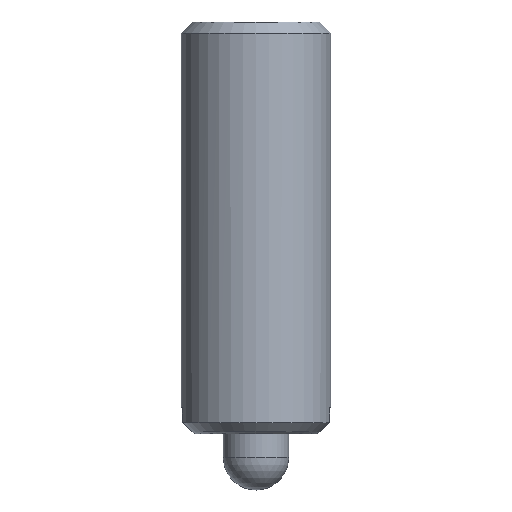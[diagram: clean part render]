
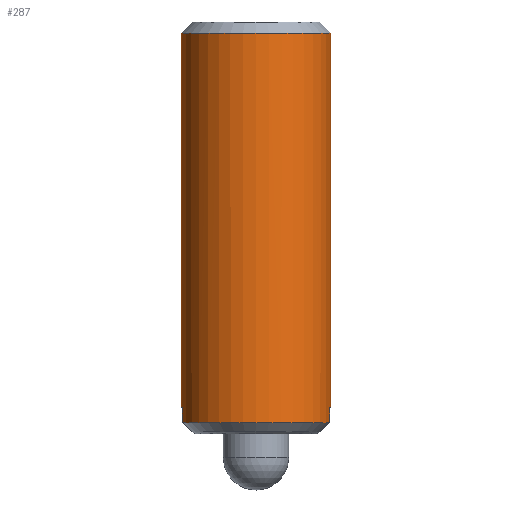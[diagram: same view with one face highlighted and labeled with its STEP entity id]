
A CAD part, front view. The second image highlights one B-rep face of the part: STEP entity #287.
In plain terms, the highlighted cylindrical face has radius 4 mm (diameter 8 mm), a partial arc.
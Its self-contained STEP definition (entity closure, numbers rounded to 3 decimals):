
#287=ADVANCED_FACE('',(#695),#696,.T.);
#389=VERTEX_POINT('',#826);
#395=VERTEX_POINT('',#832);
#397=EDGE_CURVE('',#389,#395,#834,.T.);
#405=VERTEX_POINT('',#842);
#407=EDGE_CURVE('',#405,#389,#844,.T.);
#409=VERTEX_POINT('',#846);
#411=EDGE_CURVE('',#405,#409,#848,.T.);
#413=VERTEX_POINT('',#850);
#415=EDGE_CURVE('',#409,#413,#852,.T.);
#417=VERTEX_POINT('',#854);
#419=EDGE_CURVE('',#413,#417,#856,.T.);
#421=VERTEX_POINT('',#858);
#423=EDGE_CURVE('',#417,#421,#860,.T.);
#425=VERTEX_POINT('',#862);
#427=EDGE_CURVE('',#421,#425,#864,.T.);
#429=EDGE_CURVE('',#395,#425,#866,.T.);
#695=FACE_OUTER_BOUND('',#1141,.T.);
#696=CYLINDRICAL_SURFACE('',#1142,4.0);
#826=CARTESIAN_POINT('',(-4.0,0.,24.4));
#832=CARTESIAN_POINT('',(4.0,0.,24.4));
#834=CIRCLE('',#1329,4.0);
#842=CARTESIAN_POINT('',(-4.0,0.,4.4));
#844=LINE('',#1343,#1344);
#846=CARTESIAN_POINT('',(-3.929,-0.75,4.4));
#848=CIRCLE('',#1349,4.0);
#850=CARTESIAN_POINT('',(-3.929,-0.75,3.6));
#852=LINE('',#1354,#1355);
#854=CARTESIAN_POINT('',(3.929,-0.75,3.6));
#856=CIRCLE('',#1360,4.0);
#858=CARTESIAN_POINT('',(3.929,-0.75,4.4));
#860=LINE('',#1365,#1366);
#862=CARTESIAN_POINT('',(4.0,0.,4.4));
#864=CIRCLE('',#1371,4.0);
#866=LINE('',#1374,#1375);
#1141=EDGE_LOOP('',(#1844,#1845,#1846,#1847,#1848,#1849,#1850,#1851));
#1142=AXIS2_PLACEMENT_3D('',#1852,#1853,#1854);
#1329=AXIS2_PLACEMENT_3D('',#2105,#2106,#2107);
#1343=CARTESIAN_POINT('',(-4.0,0.,14.));
#1344=VECTOR('',#2112,1.0);
#1349=AXIS2_PLACEMENT_3D('',#2113,#2114,#2115);
#1354=CARTESIAN_POINT('',(-3.929,-0.75,14.));
#1355=VECTOR('',#2116,1.0);
#1360=AXIS2_PLACEMENT_3D('',#2117,#2118,#2119);
#1365=CARTESIAN_POINT('',(3.929,-0.75,14.));
#1366=VECTOR('',#2120,1.0);
#1371=AXIS2_PLACEMENT_3D('',#2121,#2122,#2123);
#1374=CARTESIAN_POINT('',(4.0,0.,14.));
#1375=VECTOR('',#2124,1.0);
#1844=ORIENTED_EDGE('',*,*,#407,.F.);
#1845=ORIENTED_EDGE('',*,*,#411,.T.);
#1846=ORIENTED_EDGE('',*,*,#415,.T.);
#1847=ORIENTED_EDGE('',*,*,#419,.T.);
#1848=ORIENTED_EDGE('',*,*,#423,.T.);
#1849=ORIENTED_EDGE('',*,*,#427,.T.);
#1850=ORIENTED_EDGE('',*,*,#429,.F.);
#1851=ORIENTED_EDGE('',*,*,#397,.F.);
#1852=CARTESIAN_POINT('',(0.,0.,14.));
#1853=DIRECTION('',(0.,0.,1.0));
#1854=DIRECTION('',(-1.0,0.,0.));
#2105=CARTESIAN_POINT('',(0.,0.,24.4));
#2106=DIRECTION('',(0.,0.,1.0));
#2107=DIRECTION('',(-1.0,0.,0.));
#2112=DIRECTION('',(0.,0.,1.0));
#2113=CARTESIAN_POINT('',(0.,0.,4.4));
#2114=DIRECTION('',(0.,0.,1.0));
#2115=DIRECTION('',(-1.0,0.,0.));
#2116=DIRECTION('',(0.,0.,-1.0));
#2117=CARTESIAN_POINT('',(0.,0.,3.6));
#2118=DIRECTION('',(0.,0.,1.0));
#2119=DIRECTION('',(-1.0,0.,0.));
#2120=DIRECTION('',(0.,0.,1.0));
#2121=CARTESIAN_POINT('',(0.,0.,4.4));
#2122=DIRECTION('',(0.,0.,1.0));
#2123=DIRECTION('',(-1.0,0.,0.));
#2124=DIRECTION('',(0.,0.,-1.0));
